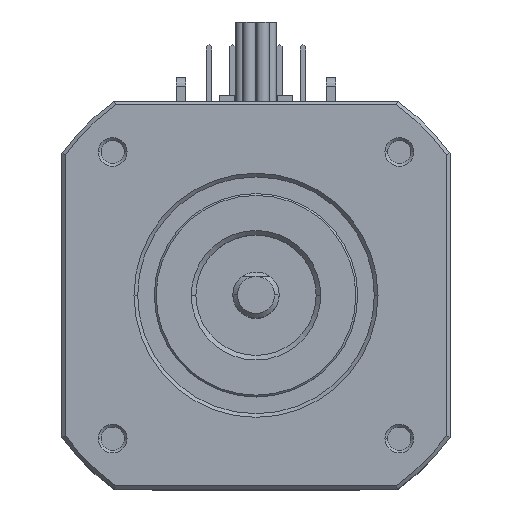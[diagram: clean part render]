
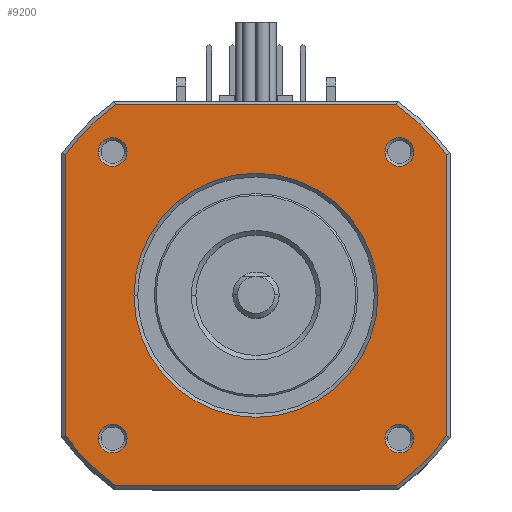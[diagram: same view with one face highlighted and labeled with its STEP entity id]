
A CAD part, top view. The second image highlights one B-rep face of the part: STEP entity #9200.
In plain terms, the highlighted planar face has unit normal (0, 0, 1).
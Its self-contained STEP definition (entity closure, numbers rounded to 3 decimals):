
#7700=CARTESIAN_POINT('',(-20.6,-20.6,0.));
#7710=DIRECTION('',(0.,0.,1.));
#7720=DIRECTION('',(1.,0.,-0.));
#7730=AXIS2_PLACEMENT_3D('',#7700,#7710,#7720);
#7740=PLANE('',#7730);
#7750=CARTESIAN_POINT('',(0.,0.,0.))
;
#7760=DIRECTION('',(-0.,-0.,1.));
#7770=DIRECTION('',(-1.,0.,-0.));
#7780=AXIS2_PLACEMENT_3D('',#7750,#7760,#7770);
#7790=CIRCLE('',#7780,25.6);
#7800=CARTESIAN_POINT('',(-20.6,-15.199,
0.));
#7810=VERTEX_POINT('',#7800);
#7820=CARTESIAN_POINT('',(-15.199,-20.6,0.));
#7830=VERTEX_POINT('',#7820);
#7840=EDGE_CURVE('',#7810,#7830,#7790,.T.);
#7850=ORIENTED_EDGE('',*,*,#7840,.T.);
#7860=CARTESIAN_POINT('',(-20.6,0.,0.));
#7870=DIRECTION('',(0.,1.,-0.));
#7880=VECTOR('',#7870,1.);
#7890=LINE('',#7860,#7880);
#7900=CARTESIAN_POINT('',(-20.6,15.199,0.));
#7910=VERTEX_POINT('',#7900);
#7920=EDGE_CURVE('',#7810,#7910,#7890,.T.);
#7930=ORIENTED_EDGE('',*,*,#7920,.F.);
#7940=CARTESIAN_POINT('',(0.,0.,0.)
);
#7950=DIRECTION('',(-0.,-0.,1.));
#7960=DIRECTION('',(-1.,0.,-0.));
#7970=AXIS2_PLACEMENT_3D('',#7940,#7950,#7960);
#7980=CIRCLE('',#7970,25.6);
#7990=CARTESIAN_POINT('',(-15.199,20.6,
0.));
#8000=VERTEX_POINT('',#7990);
#8010=EDGE_CURVE('',#8000,#7910,#7980,.T.);
#8020=ORIENTED_EDGE('',*,*,#8010,.T.);
#8030=CARTESIAN_POINT('',(0.,20.6,0.));
#8040=DIRECTION('',(1.,0.,-0.));
#8050=VECTOR('',#8040,1.);
#8060=LINE('',#8030,#8050);
#8070=CARTESIAN_POINT('',(15.199,20.6,0.));
#8080=VERTEX_POINT('',#8070);
#8090=EDGE_CURVE('',#8000,#8080,#8060,.T.);
#8100=ORIENTED_EDGE('',*,*,#8090,.F.);
#8110=CARTESIAN_POINT('',(0.,0.,0.
));
#8120=DIRECTION('',(-0.,-0.,1.));
#8130=DIRECTION('',(-1.,0.,-0.));
#8140=AXIS2_PLACEMENT_3D('',#8110,#8120,#8130);
#8150=CIRCLE('',#8140,25.6);
#8160=CARTESIAN_POINT('',(20.6,15.199,0.));
#8170=VERTEX_POINT('',#8160);
#8180=EDGE_CURVE('',#8170,#8080,#8150,.T.);
#8190=ORIENTED_EDGE('',*,*,#8180,.T.);
#8200=CARTESIAN_POINT('',(20.6,0.,-0.));
#8210=DIRECTION('',(0.,-1.,0.));
#8220=VECTOR('',#8210,1.);
#8230=LINE('',#8200,#8220);
#8240=CARTESIAN_POINT('',(20.6,-15.199,0.));
#8250=VERTEX_POINT('',#8240);
#8260=EDGE_CURVE('',#8170,#8250,#8230,.T.);
#8270=ORIENTED_EDGE('',*,*,#8260,.F.);
#8280=CARTESIAN_POINT('',(0.,0.,0.)
);
#8290=DIRECTION('',(-0.,-0.,1.));
#8300=DIRECTION('',(-1.,0.,-0.));
#8310=AXIS2_PLACEMENT_3D('',#8280,#8290,#8300);
#8320=CIRCLE('',#8310,25.6);
#8330=CARTESIAN_POINT('',(15.199,-20.6,0.));
#8340=VERTEX_POINT('',#8330);
#8350=EDGE_CURVE('',#8340,#8250,#8320,.T.);
#8360=ORIENTED_EDGE('',*,*,#8350,.T.);
#8370=CARTESIAN_POINT('',(0.,-20.6,0.));
#8380=DIRECTION('',(-1.,0.,0.));
#8390=VECTOR('',#8380,1.);
#8400=LINE('',#8370,#8390);
#8410=EDGE_CURVE('',#8340,#7830,#8400,.T.);
#8420=ORIENTED_EDGE('',*,*,#8410,.F.);
#8430=EDGE_LOOP('',(#8420,#8360,#8270,#8190,#8100,#8020,#7930,#7850));
#8440=FACE_OUTER_BOUND('',#8430,.T.);
#8450=CARTESIAN_POINT('',(-15.5,-15.5,0.));
#8460=DIRECTION('',(-0.,-0.,-1.));
#8470=DIRECTION('',(1.,0.,0.));
#8480=AXIS2_PLACEMENT_3D('',#8450,#8460,#8470);
#8490=CIRCLE('',#8480,1.55);
#8500=CARTESIAN_POINT('',(-17.05,-15.5,0.));
#8510=VERTEX_POINT('',#8500);
#8520=CARTESIAN_POINT('',(-13.95,-15.5,0.));
#8530=VERTEX_POINT('',#8520);
#8540=EDGE_CURVE('',#8510,#8530,#8490,.T.);
#8550=ORIENTED_EDGE('',*,*,#8540,.T.);
#8560=EDGE_CURVE('',#8530,#8510,#8490,.T.);
#8570=ORIENTED_EDGE('',*,*,#8560,.T.);
#8580=EDGE_LOOP('',(#8570,#8550));
#8590=FACE_BOUND('',#8580,.T.);
#8600=CARTESIAN_POINT('',(15.5,-15.5,0.));
#8610=DIRECTION('',(-0.,-0.,-1.));
#8620=DIRECTION('',(1.,0.,0.));
#8630=AXIS2_PLACEMENT_3D('',#8600,#8610,#8620);
#8640=CIRCLE('',#8630,1.55);
#8650=CARTESIAN_POINT('',(13.95,-15.5,0.));
#8660=VERTEX_POINT('',#8650);
#8670=CARTESIAN_POINT('',(17.05,-15.5,0.));
#8680=VERTEX_POINT('',#8670);
#8690=EDGE_CURVE('',#8660,#8680,#8640,.T.);
#8700=ORIENTED_EDGE('',*,*,#8690,.T.);
#8710=EDGE_CURVE('',#8680,#8660,#8640,.T.);
#8720=ORIENTED_EDGE('',*,*,#8710,.T.);
#8730=EDGE_LOOP('',(#8720,#8700));
#8740=FACE_BOUND('',#8730,.T.);
#8750=CARTESIAN_POINT('',(15.5,15.5,0.));
#8760=DIRECTION('',(-0.,-0.,-1.));
#8770=DIRECTION('',(1.,0.,0.));
#8780=AXIS2_PLACEMENT_3D('',#8750,#8760,#8770);
#8790=CIRCLE('',#8780,1.55);
#8800=CARTESIAN_POINT('',(17.05,15.5,0.));
#8810=VERTEX_POINT('',#8800);
#8820=CARTESIAN_POINT('',(13.95,15.5,0.));
#8830=VERTEX_POINT('',#8820);
#8840=EDGE_CURVE('',#8810,#8830,#8790,.T.);
#8850=ORIENTED_EDGE('',*,*,#8840,.T.);
#8860=EDGE_CURVE('',#8830,#8810,#8790,.T.);
#8870=ORIENTED_EDGE('',*,*,#8860,.T.);
#8880=EDGE_LOOP('',(#8870,#8850));
#8890=FACE_BOUND('',#8880,.T.);
#8900=CARTESIAN_POINT('',(-15.5,15.5,0.));
#8910=DIRECTION('',(-0.,-0.,-1.));
#8920=DIRECTION('',(1.,0.,0.));
#8930=AXIS2_PLACEMENT_3D('',#8900,#8910,#8920);
#8940=CIRCLE('',#8930,1.55);
#8950=CARTESIAN_POINT('',(-17.05,15.5,0.));
#8960=VERTEX_POINT('',#8950);
#8970=CARTESIAN_POINT('',(-13.95,15.5,0.));
#8980=VERTEX_POINT('',#8970);
#8990=EDGE_CURVE('',#8960,#8980,#8940,.T.);
#9000=ORIENTED_EDGE('',*,*,#8990,.T.);
#9010=EDGE_CURVE('',#8980,#8960,#8940,.T.);
#9020=ORIENTED_EDGE('',*,*,#9010,.T.);
#9030=EDGE_LOOP('',(#9020,#9000));
#9040=FACE_BOUND('',#9030,.T.);
#9050=CARTESIAN_POINT('',(0.,0.,
0.));
#9060=DIRECTION('',(-0.,-0.,-1.));
#9070=DIRECTION('',(1.,0.,0.));
#9080=AXIS2_PLACEMENT_3D('',#9050,#9060,#9070);
#9090=CIRCLE('',#9080,13.2);
#9100=CARTESIAN_POINT('',(-13.2,0.,
0.));
#9110=VERTEX_POINT('',#9100);
#9120=CARTESIAN_POINT('',(13.2,0.,0.
));
#9130=VERTEX_POINT('',#9120);
#9140=EDGE_CURVE('',#9110,#9130,#9090,.T.);
#9150=ORIENTED_EDGE('',*,*,#9140,.T.);
#9160=EDGE_CURVE('',#9130,#9110,#9090,.T.);
#9170=ORIENTED_EDGE('',*,*,#9160,.T.);
#9180=EDGE_LOOP('',(#9170,#9150));
#9190=FACE_BOUND('',#9180,.T.);
#9200=ADVANCED_FACE('',(#8440,#8590,#8740,#8890,#9040,#9190),#7740,.T.);
